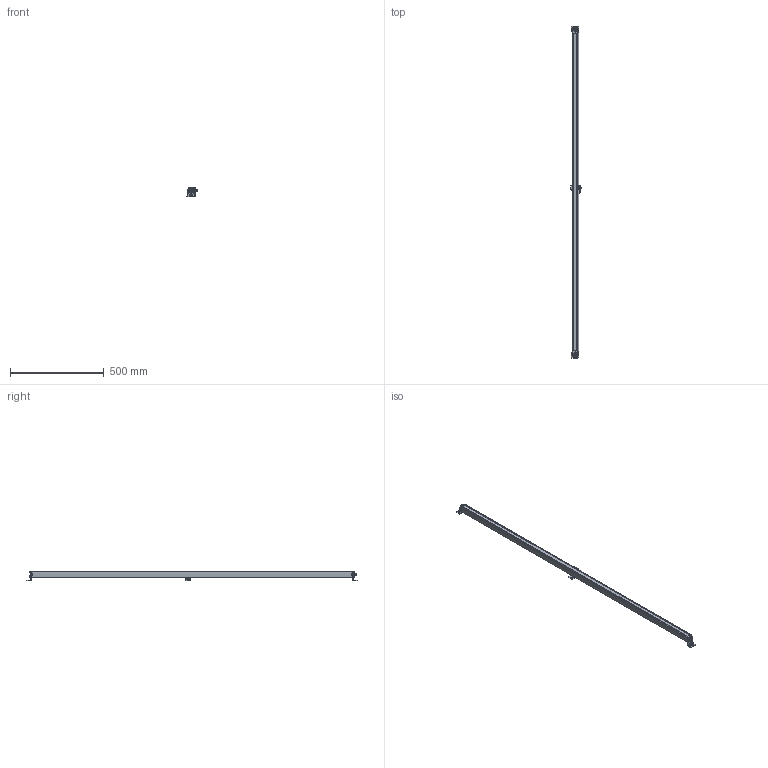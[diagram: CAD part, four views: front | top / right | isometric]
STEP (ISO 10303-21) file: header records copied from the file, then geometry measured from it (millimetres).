
FILE_DESCRIPTION((''),'2;1');
FILE_NAME('139587_SM01_ASM','2023-04-13T13:35:48',('banengservice'),('BANNER ENGINEERING'),'CREO PARAMETRIC BY PTC INC, 2022414','CREO PARAMETRIC BY PTC INC, 2022414','');
FILE_SCHEMA(('CONFIG_CONTROL_DESIGN'));
Products named in the file (7): 139587_EP01; 60139; 137997; 58892; 138766; 137998; 139587_SM01_ASM
Assembly tree (12 placements, depth 2):
  139587_SM01_ASM
    139587_EP01
    60139
    137997
    58892  x6
    138766
    137998  x2
Bounding box: 53.4 x 1768 x 52.49 mm (x, y, z)
Volume: 1750840.8 mm3; surface area: 325754.5 mm2
Topology: 12 solids, 13 shells, 2830 faces, 8403 edges, 5474 vertices
Faces by surface type: plane 1737, cylinder 783, bspline 196, torus 46, cone 36, sphere 32
Entity records: 124455 total; most frequent: CARTESIAN_POINT 68428, ORIENTED_EDGE 12886, DIRECTION 10063, EDGE_CURVE 6445, VECTOR 4215, LINE 4215, VERTEX_POINT 4196, AXIS2_PLACEMENT_3D 2924
